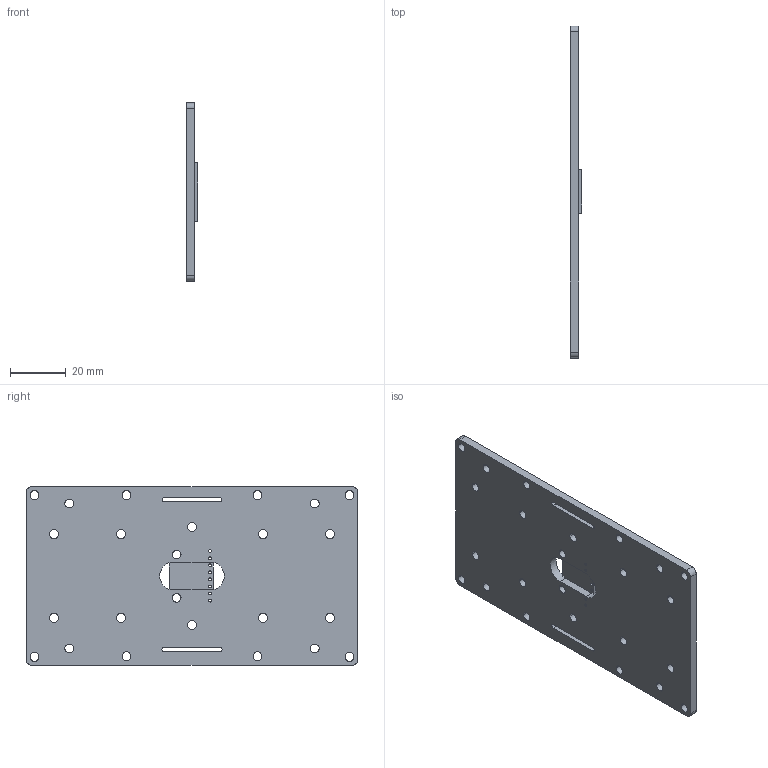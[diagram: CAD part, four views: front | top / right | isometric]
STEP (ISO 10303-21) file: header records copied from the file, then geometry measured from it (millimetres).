
FILE_DESCRIPTION(('CATIA V5 STEP Exchange'),'2;1');
FILE_NAME('balance_mpu6050_ayrik_yns2.stp','2018-01-07T19:01:20+00:00',('none'),('none'),'CATIA Version 5 Release 21 GA (IN-10)','CATIA V5 STEP AP203','none');
FILE_SCHEMA(('CONFIG_CONTROL_DESIGN'));
Length unit declared in the file: millimetre
Products named in the file (1): balance_mpu6050_ayrik
Bounding box: 4.15 x 119 x 64 mm (x, y, z)
Volume: 21777.4 mm3; surface area: 17329.6 mm2
Topology: 2 solids, 2 shells, 104 faces, 300 edges, 200 vertices
Faces by surface type: cylinder 86, plane 18
Entity records: 4139 total; most frequent: CARTESIAN_POINT 1274, ORIENTED_EDGE 600, DIRECTION 469, EDGE_CURVE 300, AXIS2_PLACEMENT_3D 238, VERTEX_POINT 200, EDGE_LOOP 186, CIRCLE 133
